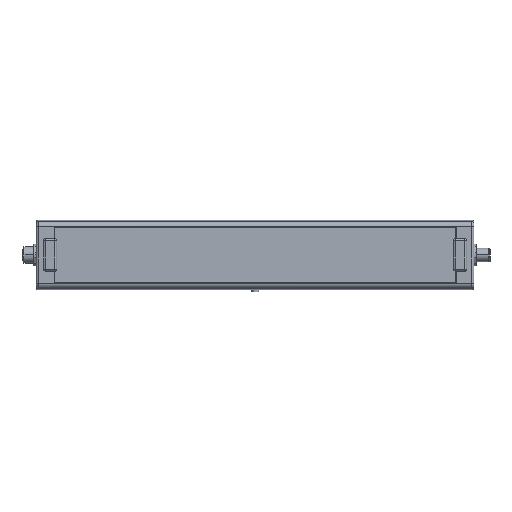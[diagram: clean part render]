
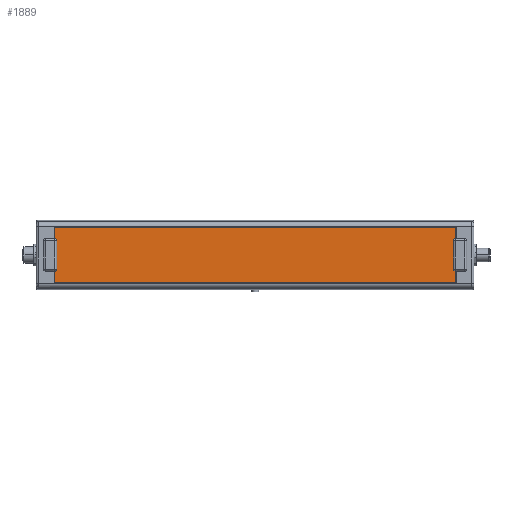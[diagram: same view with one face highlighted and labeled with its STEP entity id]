
A CAD part, top view. The second image highlights one B-rep face of the part: STEP entity #1889.
In plain terms, the highlighted planar face has unit normal (0, 0, 1).
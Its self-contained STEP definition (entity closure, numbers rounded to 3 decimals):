
#251 = CARTESIAN_POINT ( 'NONE',  ( 158.788, 11.403, 23. ) ) ;
#497 = EDGE_CURVE ( 'NONE', #3744, #12240, #9114, .T. ) ;
#515 = EDGE_CURVE ( 'NONE', #5194, #8767, #11301, .T. ) ;
#775 = DIRECTION ( 'NONE',  ( 1., 0., 0. ) ) ;
#874 = PLANE ( 'NONE',  #6144 ) ;
#1001 = EDGE_CURVE ( 'NONE', #7983, #10091, #8896, .T. ) ;
#1126 = CARTESIAN_POINT ( 'NONE',  ( -160.288, 12.903, 23. ) ) ;
#1146 = ORIENTED_EDGE ( 'NONE', *, *, #12328, .T. ) ;
#1172 = CARTESIAN_POINT ( 'NONE',  ( -160.4, 21.75, 23. ) ) ;
#1619 = ORIENTED_EDGE ( 'NONE', *, *, #10448, .F. ) ;
#1656 = CARTESIAN_POINT ( 'NONE',  ( 160.4, 21.75, 23. ) ) ;
#1889 = ADVANCED_FACE ( 'NONE', ( #3471 ), #874, .T. ) ;
#1925 = VECTOR ( 'NONE', #9027, 1000. ) ;
#2008 = DIRECTION ( 'NONE',  ( 0., 0., -1. ) ) ;
#2079 = LINE ( 'NONE', #1172, #5298 ) ;
#2094 = DIRECTION ( 'NONE',  ( 0., -1., 0. ) ) ;
#2118 = CARTESIAN_POINT ( 'NONE',  ( -160.4, 21.75, 23. ) ) ;
#2642 = CARTESIAN_POINT ( 'NONE',  ( -160.4, -12.903, 23. ) ) ;
#2710 = DIRECTION ( 'NONE',  ( 0., 0., -1. ) ) ;
#2730 = EDGE_CURVE ( 'NONE', #10617, #2890, #5558, .T. ) ;
#2737 = DIRECTION ( 'NONE',  ( 0., 0., -1. ) ) ;
#2890 = VERTEX_POINT ( 'NONE', #6585 ) ;
#2966 = DIRECTION ( 'NONE',  ( 1., 0., 0. ) ) ;
#3045 = VERTEX_POINT ( 'NONE', #3721 ) ;
#3145 = DIRECTION ( 'NONE',  ( 1., 0., 0. ) ) ;
#3299 = LINE ( 'NONE', #10601, #5081 ) ;
#3421 = CARTESIAN_POINT ( 'NONE',  ( 160.4, 21.75, 23. ) ) ;
#3471 = FACE_OUTER_BOUND ( 'NONE', #8312, .T. ) ;
#3540 = VECTOR ( 'NONE', #12571, 1000. ) ;
#3707 = CARTESIAN_POINT ( 'NONE',  ( -160.4, 21.75, 23. ) ) ;
#3721 = CARTESIAN_POINT ( 'NONE',  ( 158.788, -11.403, 23. ) ) ;
#3744 = VERTEX_POINT ( 'NONE', #14314 ) ;
#3896 = DIRECTION ( 'NONE',  ( -1., 0., 0. ) ) ;
#3984 = CARTESIAN_POINT ( 'NONE',  ( -160.288, -11.403, 23. ) ) ;
#3999 = DIRECTION ( 'NONE',  ( 0., 0., -1. ) ) ;
#4285 = CIRCLE ( 'NONE', #11447, 1.5 ) ;
#4404 = EDGE_CURVE ( 'NONE', #9643, #6082, #10189, .T. ) ;
#4428 = EDGE_CURVE ( 'NONE', #10203, #13645, #2079, .T. ) ;
#4429 = EDGE_CURVE ( 'NONE', #3045, #5194, #4769, .T. ) ;
#4498 = CARTESIAN_POINT ( 'NONE',  ( 158.788, 21.75, 23. ) ) ;
#4506 = CARTESIAN_POINT ( 'NONE',  ( -160.916, 12.903, 23. ) ) ;
#4592 = CIRCLE ( 'NONE', #6664, 1.5 ) ;
#4698 = VECTOR ( 'NONE', #13090, 1000. ) ;
#4720 = ORIENTED_EDGE ( 'NONE', *, *, #6453, .T. ) ;
#4769 = LINE ( 'NONE', #4498, #12008 ) ;
#5002 = LINE ( 'NONE', #1656, #7703 ) ;
#5081 = VECTOR ( 'NONE', #8202, 1000. ) ;
#5114 = ORIENTED_EDGE ( 'NONE', *, *, #9078, .T. ) ;
#5194 = VERTEX_POINT ( 'NONE', #251 ) ;
#5298 = VECTOR ( 'NONE', #2094, 1000. ) ;
#5546 = DIRECTION ( 'NONE',  ( 0., 0., 1. ) ) ;
#5558 = LINE ( 'NONE', #10682, #8809 ) ;
#5817 = LINE ( 'NONE', #2118, #7949 ) ;
#5908 = EDGE_CURVE ( 'NONE', #9643, #3744, #5817, .T. ) ;
#5990 = CARTESIAN_POINT ( 'NONE',  ( -158.788, -11.403, 23. ) ) ;
#6010 = CIRCLE ( 'NONE', #6092, 1.5 ) ;
#6061 = VECTOR ( 'NONE', #7480, 1000. ) ;
#6082 = VERTEX_POINT ( 'NONE', #10620 ) ;
#6092 = AXIS2_PLACEMENT_3D ( 'NONE', #13252, #3999, #9793 ) ;
#6144 = AXIS2_PLACEMENT_3D ( 'NONE', #10046, #5546, #3145 ) ;
#6453 = EDGE_CURVE ( 'NONE', #9170, #13870, #3299, .T. ) ;
#6585 = CARTESIAN_POINT ( 'NONE',  ( 160.4, 21.75, 23. ) ) ;
#6664 = AXIS2_PLACEMENT_3D ( 'NONE', #11928, #2710, #7325 ) ;
#6935 = VECTOR ( 'NONE', #775, 1000. ) ;
#7150 = AXIS2_PLACEMENT_3D ( 'NONE', #7525, #2008, #2966 ) ;
#7292 = ORIENTED_EDGE ( 'NONE', *, *, #1001, .F. ) ;
#7325 = DIRECTION ( 'NONE',  ( 1., 0., 0. ) ) ;
#7480 = DIRECTION ( 'NONE',  ( 1., 0., 0. ) ) ;
#7525 = CARTESIAN_POINT ( 'NONE',  ( 160.288, 11.403, 23. ) ) ;
#7703 = VECTOR ( 'NONE', #3896, 1000. ) ;
#7949 = VECTOR ( 'NONE', #12583, 1000. ) ;
#7983 = VERTEX_POINT ( 'NONE', #8463 ) ;
#8176 = VECTOR ( 'NONE', #9068, 1000. ) ;
#8202 = DIRECTION ( 'NONE',  ( 0., -1., 0. ) ) ;
#8312 = EDGE_LOOP ( 'NONE', ( #1146, #7292, #10480, #11047, #9541, #1619, #9775, #11901, #11698, #11603, #5114, #4720, #11857, #9175, #12214, #9413 ) ) ;
#8463 = CARTESIAN_POINT ( 'NONE',  ( 160.288, -12.903, 23. ) ) ;
#8530 = CARTESIAN_POINT ( 'NONE',  ( -158.788, 11.403, 23. ) ) ;
#8767 = VERTEX_POINT ( 'NONE', #11324 ) ;
#8809 = VECTOR ( 'NONE', #11904, 1000. ) ;
#8896 = LINE ( 'NONE', #12167, #6935 ) ;
#9027 = DIRECTION ( 'NONE',  ( 0., 1., 0. ) ) ;
#9068 = DIRECTION ( 'NONE',  ( 1., 0., 0. ) ) ;
#9078 = EDGE_CURVE ( 'NONE', #10069, #9170, #4592, .T. ) ;
#9114 = LINE ( 'NONE', #14390, #6061 ) ;
#9170 = VERTEX_POINT ( 'NONE', #8530 ) ;
#9175 = ORIENTED_EDGE ( 'NONE', *, *, #4404, .F. ) ;
#9227 = EDGE_CURVE ( 'NONE', #7983, #3045, #6010, .T. ) ;
#9413 = ORIENTED_EDGE ( 'NONE', *, *, #497, .T. ) ;
#9418 = CARTESIAN_POINT ( 'NONE',  ( 160.4, -12.903, 23. ) ) ;
#9541 = ORIENTED_EDGE ( 'NONE', *, *, #515, .T. ) ;
#9643 = VERTEX_POINT ( 'NONE', #2642 ) ;
#9775 = ORIENTED_EDGE ( 'NONE', *, *, #2730, .T. ) ;
#9793 = DIRECTION ( 'NONE',  ( 0., 1., 0. ) ) ;
#10022 = LINE ( 'NONE', #4506, #3540 ) ;
#10046 = CARTESIAN_POINT ( 'NONE',  ( 160.4, 21.75, 23. ) ) ;
#10069 = VERTEX_POINT ( 'NONE', #1126 ) ;
#10091 = VERTEX_POINT ( 'NONE', #9418 ) ;
#10189 = LINE ( 'NONE', #11515, #8176 ) ;
#10201 = DIRECTION ( 'NONE',  ( 0., 1., 0. ) ) ;
#10203 = VERTEX_POINT ( 'NONE', #3707 ) ;
#10448 = EDGE_CURVE ( 'NONE', #10617, #8767, #12809, .T. ) ;
#10480 = ORIENTED_EDGE ( 'NONE', *, *, #9227, .T. ) ;
#10601 = CARTESIAN_POINT ( 'NONE',  ( -158.788, 21.75, 23. ) ) ;
#10617 = VERTEX_POINT ( 'NONE', #10942 ) ;
#10620 = CARTESIAN_POINT ( 'NONE',  ( -160.288, -12.903, 23. ) ) ;
#10640 = CARTESIAN_POINT ( 'NONE',  ( 160.4, 12.903, 23. ) ) ;
#10682 = CARTESIAN_POINT ( 'NONE',  ( 160.4, 21.75, 23. ) ) ;
#10886 = DIRECTION ( 'NONE',  ( 0., 1., 0. ) ) ;
#10942 = CARTESIAN_POINT ( 'NONE',  ( 160.4, 12.903, 23. ) ) ;
#11047 = ORIENTED_EDGE ( 'NONE', *, *, #4429, .T. ) ;
#11106 = LINE ( 'NONE', #3421, #1925 ) ;
#11301 = CIRCLE ( 'NONE', #7150, 1.5 ) ;
#11324 = CARTESIAN_POINT ( 'NONE',  ( 160.288, 12.903, 23. ) ) ;
#11447 = AXIS2_PLACEMENT_3D ( 'NONE', #3984, #2737, #10886 ) ;
#11515 = CARTESIAN_POINT ( 'NONE',  ( -160.4, -12.903, 23. ) ) ;
#11603 = ORIENTED_EDGE ( 'NONE', *, *, #12442, .F. ) ;
#11618 = EDGE_CURVE ( 'NONE', #13870, #6082, #4285, .T. ) ;
#11666 = EDGE_CURVE ( 'NONE', #2890, #10203, #5002, .T. ) ;
#11698 = ORIENTED_EDGE ( 'NONE', *, *, #4428, .T. ) ;
#11857 = ORIENTED_EDGE ( 'NONE', *, *, #11618, .T. ) ;
#11901 = ORIENTED_EDGE ( 'NONE', *, *, #11666, .T. ) ;
#11904 = DIRECTION ( 'NONE',  ( 0., 1., 0. ) ) ;
#11928 = CARTESIAN_POINT ( 'NONE',  ( -160.288, 11.403, 23. ) ) ;
#12008 = VECTOR ( 'NONE', #10201, 1000. ) ;
#12167 = CARTESIAN_POINT ( 'NONE',  ( 160.916, -12.903, 23. ) ) ;
#12214 = ORIENTED_EDGE ( 'NONE', *, *, #5908, .T. ) ;
#12240 = VERTEX_POINT ( 'NONE', #14578 ) ;
#12328 = EDGE_CURVE ( 'NONE', #12240, #10091, #11106, .T. ) ;
#12442 = EDGE_CURVE ( 'NONE', #10069, #13645, #10022, .T. ) ;
#12571 = DIRECTION ( 'NONE',  ( -1., 0., 0. ) ) ;
#12583 = DIRECTION ( 'NONE',  ( 0., -1., 0. ) ) ;
#12809 = LINE ( 'NONE', #10640, #4698 ) ;
#13090 = DIRECTION ( 'NONE',  ( -1., 0., 0. ) ) ;
#13252 = CARTESIAN_POINT ( 'NONE',  ( 160.288, -11.403, 23. ) ) ;
#13645 = VERTEX_POINT ( 'NONE', #14220 ) ;
#13870 = VERTEX_POINT ( 'NONE', #5990 ) ;
#14220 = CARTESIAN_POINT ( 'NONE',  ( -160.4, 12.903, 23. ) ) ;
#14314 = CARTESIAN_POINT ( 'NONE',  ( -160.4, -21.75, 23. ) ) ;
#14390 = CARTESIAN_POINT ( 'NONE',  ( 160.4, -21.75, 23. ) ) ;
#14578 = CARTESIAN_POINT ( 'NONE',  ( 160.4, -21.75, 23. ) ) ;
